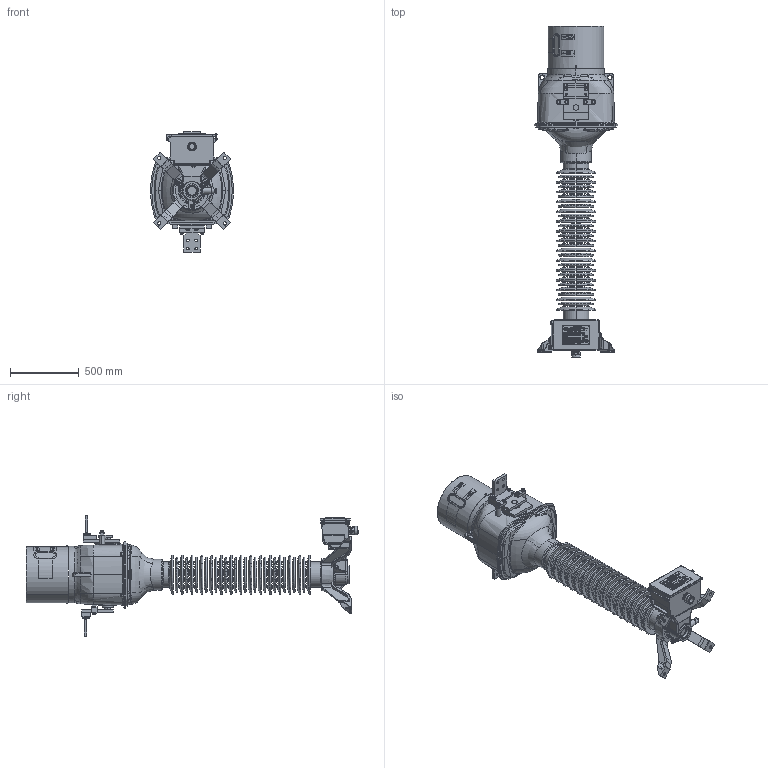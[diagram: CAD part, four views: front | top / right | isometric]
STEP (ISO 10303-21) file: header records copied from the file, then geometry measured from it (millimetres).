
FILE_DESCRIPTION (( 'STEP AP203' ), '1' );
FILE_NAME ('ﾒﾎﾌ-110III 300-600ﾀ.STEP', '2022-07-28T10:27:18', ( '' ), ( '' ), 'SwSTEP 2.0', 'SolidWorks 2010', '' );
FILE_SCHEMA (( 'CONFIG_CONTROL_DESIGN' ));
Products named in the file (1): ﾒﾎﾌ-110III 300-600ﾀ
Bounding box: 604 x 2409 x 872.4 mm (x, y, z)
Surface area: 5689840 mm2 (no closed solid volume)
Topology: 0 solids, 261 shells, 1765 faces, 11284 edges, 9577 vertices
Faces by surface type: plane 606, cylinder 517, torus 270, bspline 196, cone 171, sphere 5
Full cylindrical faces by diameter (mm): 406 x1
Entity records: 148747 total; most frequent: CARTESIAN_POINT 72912, ORIENTED_EDGE 14076, DIRECTION 12660, EDGE_CURVE 11278, VERTEX_POINT 9576, VECTOR 4860, LINE 4860, AXIS2_PLACEMENT_3D 3900
